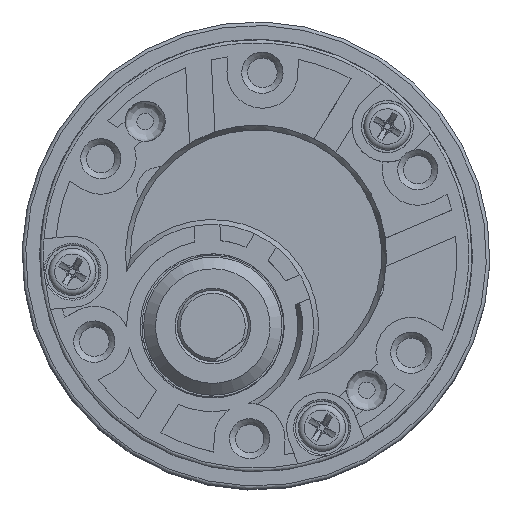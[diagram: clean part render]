
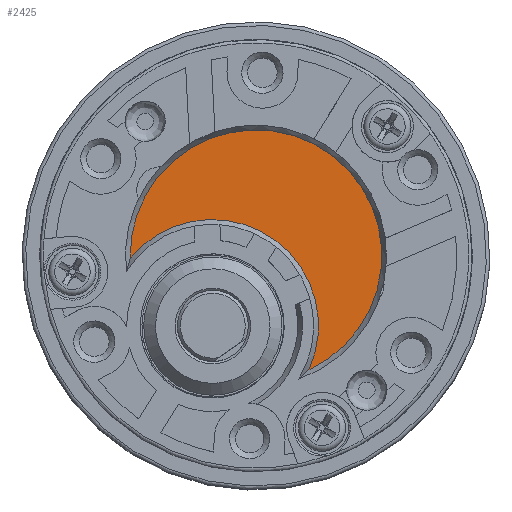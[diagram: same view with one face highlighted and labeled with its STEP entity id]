
A CAD part, top view. The second image highlights one B-rep face of the part: STEP entity #2425.
In plain terms, the highlighted planar face has unit normal (0, 0, 1).
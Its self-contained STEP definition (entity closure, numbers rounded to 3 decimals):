
#2425=ADVANCED_FACE('',(#4929),#3809,.T.);
#3809=PLANE('',#26840);
#4929=FACE_OUTER_BOUND('',#6497,.T.);
#6497=EDGE_LOOP('',(#10420,#10421));
#10420=ORIENTED_EDGE('',*,*,#18425,.F.);
#10421=ORIENTED_EDGE('',*,*,#18426,.T.);
#15650=VERTEX_POINT('',#39898);
#15651=VERTEX_POINT('',#39899);
#18425=EDGE_CURVE('',#15650,#15651,#21115,.T.);
#18426=EDGE_CURVE('',#15650,#15651,#21116,.T.);
#21115=CIRCLE('',#26838,9.);
#21116=CIRCLE('',#26839,10.65);
#26838=AXIS2_PLACEMENT_3D('',#39897,#31957,#31958);
#26839=AXIS2_PLACEMENT_3D('',#39900,#31959,#31960);
#26840=AXIS2_PLACEMENT_3D('',#39901,#31961,#31962);
#31957=DIRECTION('',(0.,0.,1.));
#31958=DIRECTION('',(-0.53,-0.848,0.));
#31959=DIRECTION('',(0.,0.,1.));
#31960=DIRECTION('',(-0.53,-0.848,0.));
#31961=DIRECTION('',(0.,0.,1.));
#31962=DIRECTION('',(-0.53,-0.848,0.));
#39897=CARTESIAN_POINT('',(-3.873,-5.973,65.2));
#39898=CARTESIAN_POINT('',(4.321,-9.696,65.2));
#39899=CARTESIAN_POINT('',(-10.812,-0.241,65.2));
#39900=CARTESIAN_POINT('',(-0.164,-0.036,65.2));
#39901=CARTESIAN_POINT('',(-2.018,-3.004,65.2));
